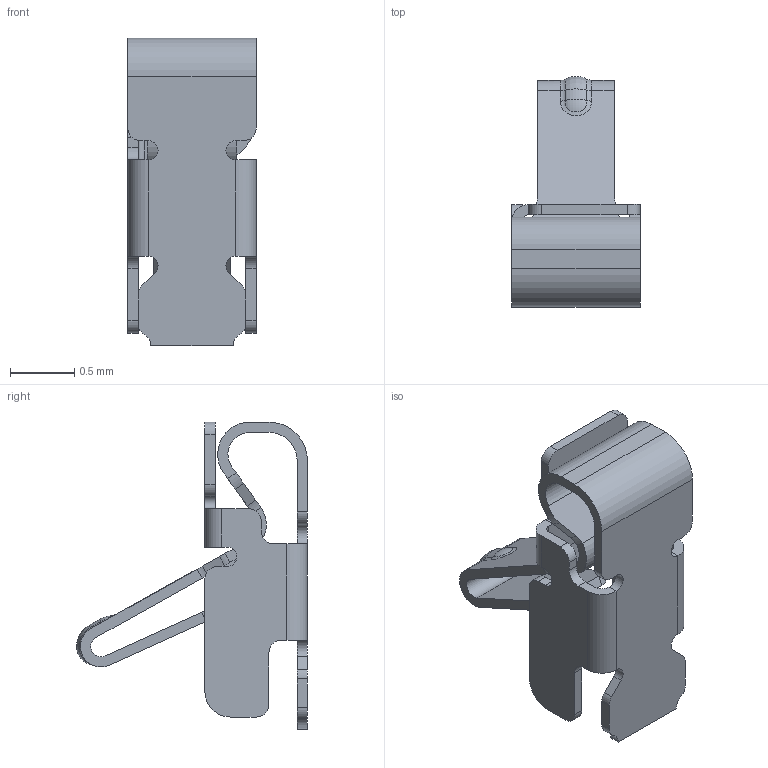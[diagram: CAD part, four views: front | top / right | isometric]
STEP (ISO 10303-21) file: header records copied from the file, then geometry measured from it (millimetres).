
FILE_DESCRIPTION((''),'2;1');
FILE_NAME('C-2306654-3','2018-11-06T',('workeradm'),('TE Connectivity Ltd.'),'CREO PARAMETRIC BY PTC INC, 2016050','CREO PARAMETRIC BY PTC INC, 2016050','');
FILE_SCHEMA(('AUTOMOTIVE_DESIGN { 1 0 10303 214 1 1 1 1 }'));
Length unit declared in the file: millimetre
Products named in the file (1): C-2306654-3
Bounding box: 1 x 1.8 x 2.4 mm (x, y, z)
Volume: 0.6 mm3; surface area: 17 mm2
Topology: 1 solids, 1 shells, 113 faces, 313 edges, 202 vertices
Faces by surface type: cylinder 54, plane 51, revolution 3, bspline 2, torus 2, extrusion 1
Entity records: 4142 total; most frequent: CARTESIAN_POINT 994, DIRECTION 640, ORIENTED_EDGE 626, EDGE_CURVE 313, AXIS2_PLACEMENT_3D 222, VERTEX_POINT 202, VECTOR 193, LINE 192
